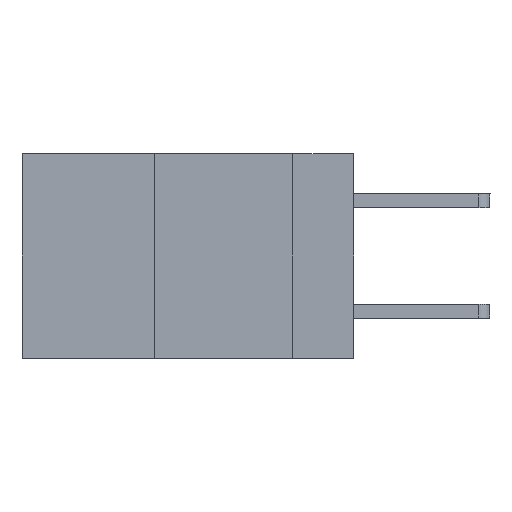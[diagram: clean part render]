
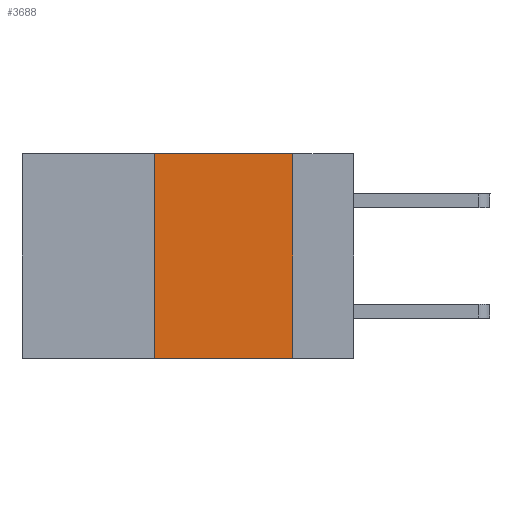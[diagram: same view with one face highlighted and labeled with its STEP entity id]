
A CAD part, left-side view. The second image highlights one B-rep face of the part: STEP entity #3688.
In plain terms, the highlighted planar face has unit normal (-1, 0, 0).
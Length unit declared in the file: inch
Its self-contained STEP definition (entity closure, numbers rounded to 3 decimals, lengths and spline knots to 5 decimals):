
#204 = CARTESIAN_POINT ( 'NONE',  ( 0., 0.36, 0. ) ) ;
#313 = PLANE ( 'NONE',  #8136 ) ;
#1648 = DIRECTION ( 'NONE',  ( 0., 0., -1. ) ) ;
#2324 = VECTOR ( 'NONE', #7402, 39.37008 ) ;
#2742 = DIRECTION ( 'NONE',  ( 0., -1., 0. ) ) ;
#3317 = CARTESIAN_POINT ( 'NONE',  ( 0., 0.36, -0.37 ) ) ;
#3442 = VECTOR ( 'NONE', #7646, 39.37008 ) ;
#3610 = CARTESIAN_POINT ( 'NONE',  ( 0., 0.36, 0. ) ) ;
#3688 = ADVANCED_FACE ( 'NONE', ( #6183 ), #313, .F. ) ;
#3914 = CARTESIAN_POINT ( 'NONE',  ( 0., 0.11, -0.37 ) ) ;
#4137 = CARTESIAN_POINT ( 'NONE',  ( 0., 0.6, 0. ) ) ;
#4822 = CARTESIAN_POINT ( 'NONE',  ( 0., 0.6, -0.37 ) ) ;
#5623 = LINE ( 'NONE', #3610, #2324 ) ;
#6084 = VERTEX_POINT ( 'NONE', #3914 ) ;
#6183 = FACE_OUTER_BOUND ( 'NONE', #14501, .T. ) ;
#6632 = VECTOR ( 'NONE', #2742, 39.37008 ) ;
#7402 = DIRECTION ( 'NONE',  ( 0., 0., 1. ) ) ;
#7646 = DIRECTION ( 'NONE',  ( 0., 0., -1. ) ) ;
#7733 = ORIENTED_EDGE ( 'NONE', *, *, #14348, .F. ) ;
#8136 = AXIS2_PLACEMENT_3D ( 'NONE', #4137, #9125, #1648 ) ;
#8404 = LINE ( 'NONE', #4822, #11205 ) ;
#9125 = DIRECTION ( 'NONE',  ( 1., 0., 0. ) ) ;
#9169 = VERTEX_POINT ( 'NONE', #14041 ) ;
#9945 = ORIENTED_EDGE ( 'NONE', *, *, #12741, .T. ) ;
#11205 = VECTOR ( 'NONE', #13362, 39.37008 ) ;
#11340 = CARTESIAN_POINT ( 'NONE',  ( 0., 0.6, 0. ) ) ;
#11380 = VERTEX_POINT ( 'NONE', #3317 ) ;
#11899 = ORIENTED_EDGE ( 'NONE', *, *, #13736, .F. ) ;
#12741 = EDGE_CURVE ( 'NONE', #11380, #6084, #8404, .T. ) ;
#12853 = LINE ( 'NONE', #14854, #3442 ) ;
#13001 = VERTEX_POINT ( 'NONE', #204 ) ;
#13299 = ORIENTED_EDGE ( 'NONE', *, *, #13531, .F. ) ;
#13362 = DIRECTION ( 'NONE',  ( 0., -1., 0. ) ) ;
#13531 = EDGE_CURVE ( 'NONE', #11380, #13001, #5623, .T. ) ;
#13736 = EDGE_CURVE ( 'NONE', #13001, #9169, #15894, .T. ) ;
#14041 = CARTESIAN_POINT ( 'NONE',  ( 0., 0.11, 0. ) ) ;
#14348 = EDGE_CURVE ( 'NONE', #9169, #6084, #12853, .T. ) ;
#14501 = EDGE_LOOP ( 'NONE', ( #7733, #11899, #13299, #9945 ) ) ;
#14854 = CARTESIAN_POINT ( 'NONE',  ( 0., 0.11, 0. ) ) ;
#15894 = LINE ( 'NONE', #11340, #6632 ) ;
